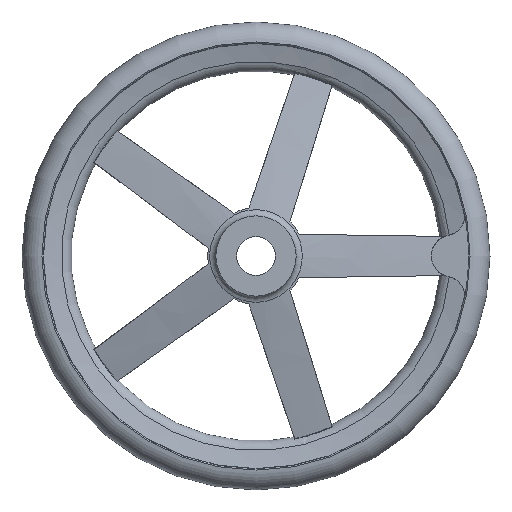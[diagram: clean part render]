
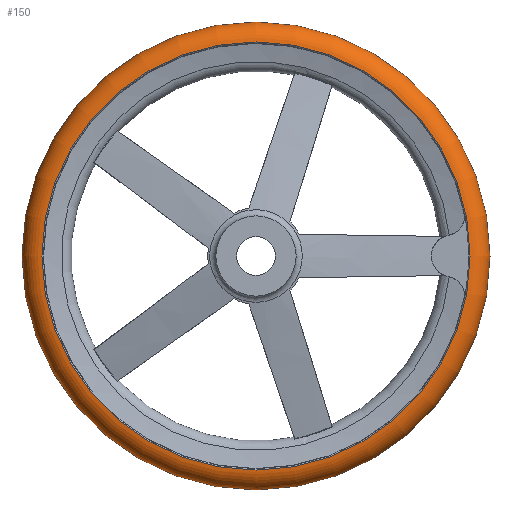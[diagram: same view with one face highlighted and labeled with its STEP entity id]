
A CAD part, front view. The second image highlights one B-rep face of the part: STEP entity #150.
In plain terms, the highlighted toroidal (fillet/blend) face has major radius 143.5 mm and minor radius 14 mm.
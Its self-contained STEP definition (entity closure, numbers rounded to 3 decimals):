
#150 = ADVANCED_FACE( '', ( #323, #324, #325 ), #326, .T. );
#323 = FACE_BOUND( '', #513, .T. );
#324 = FACE_OUTER_BOUND( '', #514, .T. );
#325 = FACE_OUTER_BOUND( '', #515, .T. );
#326 = TOROIDAL_SURFACE( '', #516, 143.5, 14. );
#513 = VERTEX_LOOP( '', #923 );
#514 = EDGE_LOOP( '', ( #924 ) );
#515 = EDGE_LOOP( '', ( #925 ) );
#516 = AXIS2_PLACEMENT_3D( '', #926, #927, #928 );
#923 = VERTEX_POINT( '', #1255 );
#924 = ORIENTED_EDGE( '', *, *, #1256, .T. );
#925 = ORIENTED_EDGE( '', *, *, #1222, .F. );
#926 = CARTESIAN_POINT( '', ( 0., 42., 0. ) );
#927 = DIRECTION( '', ( 0., -1., 0. ) );
#928 = DIRECTION( '', ( 0., 0., -1. ) );
#1222 = EDGE_CURVE( '', #1507, #1507, #1508, .T. );
#1255 = CARTESIAN_POINT( '', ( 0., 42., -157.5 ) );
#1256 = EDGE_CURVE( '', #1553, #1553, #1554, .T. );
#1507 = VERTEX_POINT( '', #2354 );
#1508 = CIRCLE( '', #2355, 144.083 );
#1553 = VERTEX_POINT( '', #2508 );
#1554 = CIRCLE( '', #2509, 144.083 );
#2354 = CARTESIAN_POINT( '', ( 0., 28.012, -144.083 ) );
#2355 = AXIS2_PLACEMENT_3D( '', #2733, #2734, #2735 );
#2508 = CARTESIAN_POINT( '', ( 0., 55.988, -144.083 ) );
#2509 = AXIS2_PLACEMENT_3D( '', #2778, #2779, #2780 );
#2733 = CARTESIAN_POINT( '', ( 0., 28.012, 0. ) );
#2734 = DIRECTION( '', ( 0., -1., 0. ) );
#2735 = DIRECTION( '', ( 0., 0., -1. ) );
#2778 = CARTESIAN_POINT( '', ( 0., 55.988, 0. ) );
#2779 = DIRECTION( '', ( 0., -1., 0. ) );
#2780 = DIRECTION( '', ( 0., 0., -1. ) );
